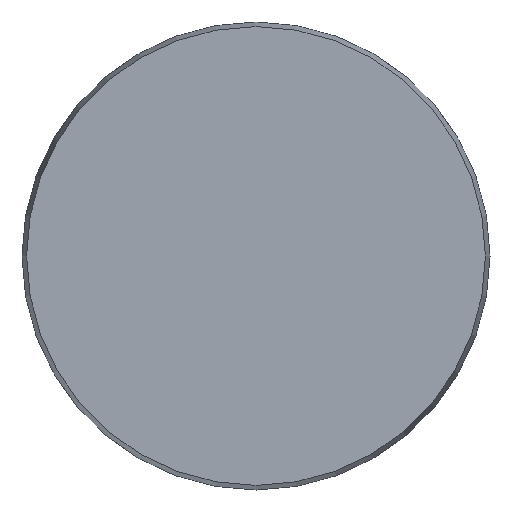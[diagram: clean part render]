
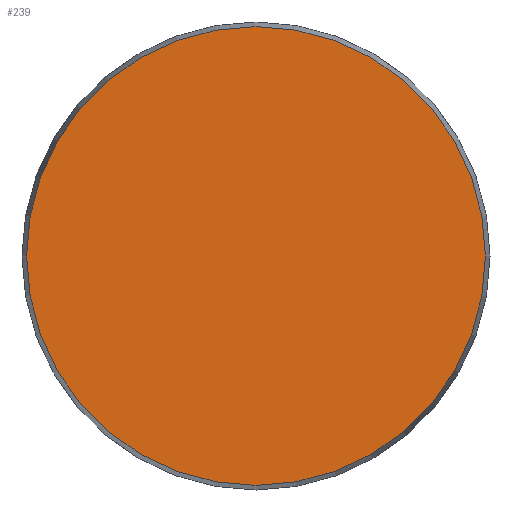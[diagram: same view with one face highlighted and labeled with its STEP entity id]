
A CAD part, front view. The second image highlights one B-rep face of the part: STEP entity #239.
In plain terms, the highlighted planar face has unit normal (0, -1, 0).
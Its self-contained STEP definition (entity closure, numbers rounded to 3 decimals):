
#10 = EDGE_LOOP ( 'NONE', ( #313 ) ) ;
#73 = EDGE_CURVE ( 'NONE', #497, #497, #531, .T. ) ;
#79 = FACE_OUTER_BOUND ( 'NONE', #10, .T. ) ;
#127 = AXIS2_PLACEMENT_3D ( 'NONE', #145, #501, #195 ) ;
#145 = CARTESIAN_POINT ( 'NONE',  ( 0., 0., 0. ) ) ;
#195 = DIRECTION ( 'NONE',  ( 0., 0., -1. ) ) ;
#207 = PLANE ( 'NONE',  #373 ) ;
#210 = DIRECTION ( 'NONE',  ( 0., 1., 0. ) ) ;
#236 = CARTESIAN_POINT ( 'NONE',  ( 0., 0., -28.425 ) ) ;
#239 = ADVANCED_FACE ( 'NONE', ( #79 ), #207, .F. ) ;
#313 = ORIENTED_EDGE ( 'NONE', *, *, #73, .T. ) ;
#337 = DIRECTION ( 'NONE',  ( 0., 0., 1. ) ) ;
#373 = AXIS2_PLACEMENT_3D ( 'NONE', #552, #210, #337 ) ;
#497 = VERTEX_POINT ( 'NONE', #236 ) ;
#501 = DIRECTION ( 'NONE',  ( 0., -1., 0. ) ) ;
#531 = CIRCLE ( 'NONE', #127, 28.425 ) ;
#552 = CARTESIAN_POINT ( 'NONE',  ( -28.425, 0., 0. ) ) ;
